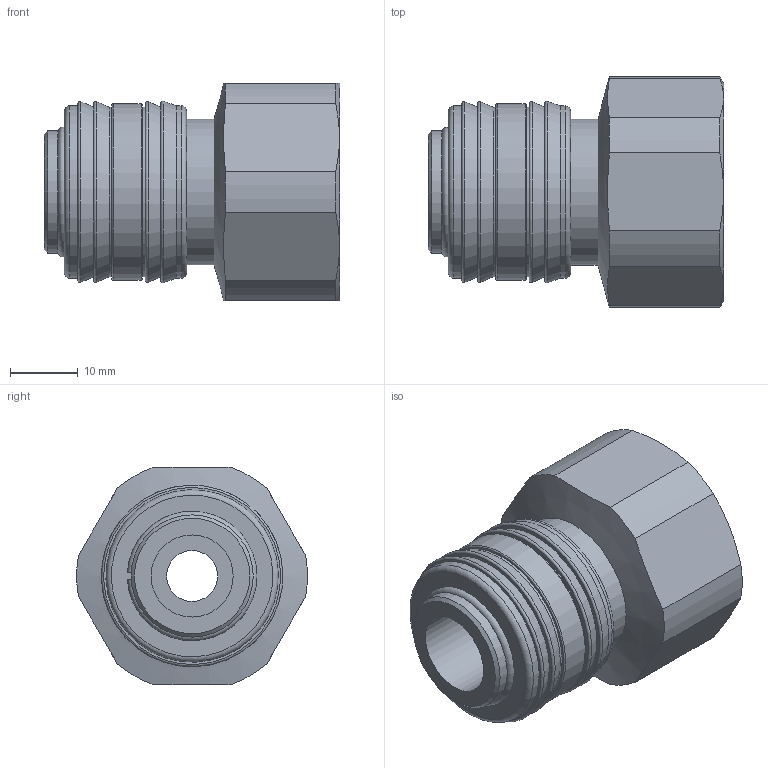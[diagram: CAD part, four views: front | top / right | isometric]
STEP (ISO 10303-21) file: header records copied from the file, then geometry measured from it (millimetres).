
FILE_DESCRIPTION(/* description */ (''),/* implementation_level */ '2;1');
FILE_NAME(/* name */ 'esn_34_i.stp',/* time_stamp */ '2020-04-22T06:46:11+02:00',/* author */ ('meier'),/* organization */ (''),/* preprocessor_version */ 'ST-DEVELOPER v17',/* originating_system */ 'Autodesk Inventor 2018',/* authorisation */ '0 mm^3');
FILE_SCHEMA (('AUTOMOTIVE_DESIGN { 1 0 10303 214 3 1 1 }'));
Length unit declared in the file: millimetre
Products named in the file (1): LUE_00016269_Shrinkwrap_1
Bounding box: 43.5 x 33.97 x 32 mm (x, y, z)
Volume: 18462.1 mm3; surface area: 7966.7 mm2
Topology: 1 solids, 1 shells, 60 faces, 167 edges, 120 vertices
Faces by surface type: plane 21, cylinder 17, cone 12, torus 10
Full cylindrical faces by diameter (mm): 7.5 x1, 12.1 x1, 16.4 x1, 18 x1, 21.5 x1, 24.117 x1, 25 x2, 25.4 x2, 26 x1
Entity records: 2163 total; most frequent: CARTESIAN_POINT 427, DIRECTION 377, ORIENTED_EDGE 336, AXIS2_PLACEMENT_3D 172, EDGE_CURVE 168, VERTEX_POINT 120, CIRCLE 111, EDGE_LOOP 74
